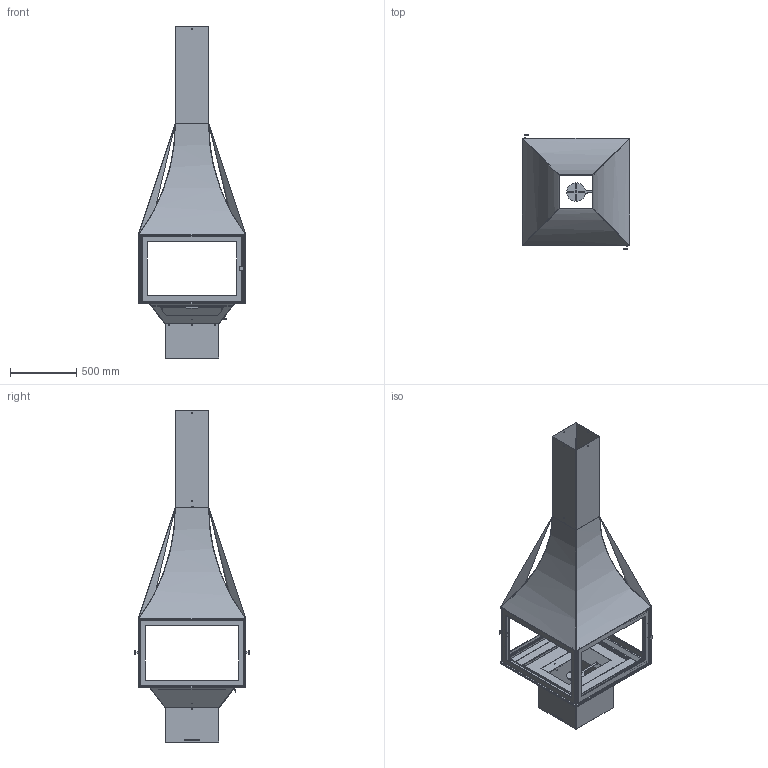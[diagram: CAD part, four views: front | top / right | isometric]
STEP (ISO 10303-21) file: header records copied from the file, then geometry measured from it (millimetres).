
FILE_DESCRIPTION(('STEP AP214'),'1');
FILE_NAME('Julietta 985 Centrale BLACK LINE.stp','2016-12-08T14:39:30',(' '),(' '),'Spatial InterOp 3D',' ',' ');
FILE_SCHEMA(('automotive_design'));
Length unit declared in the file: millimetre
Products named in the file (35): Fermeture (Poignée); Fermeture (Pivot); Socle (Entourage de grille B); Socle (Entourage de grille A); Socle (Support de grille); Hotte (Face D); Hotte (Face C); Hotte (Face B); Hotte (Face A); Bac à cendres (Façade); Socle (Pied); Socle (Palette A.A.F); Socle (Plateau); Socle (Avaloir); Fixe vitre gauche (B); Vitre gauche; Fixe vitre gauche (A); Fixe vitre porte coté droit; Porte (Cornière droite); Porte (Cornière basse); Porte (Cornière haute); Porte (Cornière gauche); Vitre porte; Fixe vitre porte coté gauche; Corp de chauffe (butée de porte droite); Corp de chauffe (butée de porte basse); Corp de chauffe (butée de porte gauche); Corp de chauffe (butée de porte haute inversée); Corp de chauffe (butée de porte haute); Corp de chauffe
Assembly tree (52 placements, depth 3):
  (unnamed)
    Fermeture (Poignée)  x2
    Fermeture (Pivot)  x2
    Socle (Entourage de grille B)
    Socle (Entourage de grille A)
    Socle (Support de grille)
    Hotte (Face D)
    Hotte (Face C)
    Hotte (Face B)
    Hotte (Face A)
    Bac à cendres (Façade)
    Socle (Pied)
    Socle (Palette A.A.F)
    Socle (Plateau)
    Socle (Avaloir)
    Fixe vitre gauche (B)  x2
    Vitre gauche  x2
      Vitre gauche
      Vitre gauche
    Fixe vitre gauche (A)  x2
    Fixe vitre porte coté droit  x2
    Porte (Cornière droite)  x2
    Porte (Cornière basse)  x2
    Porte (Cornière haute)  x2
    Porte (Cornière gauche)  x2
    Vitre porte  x3
      Vitre porte
      Vitre porte
    Fixe vitre porte coté gauche  x2
    Corp de chauffe (butée de porte droite)  x2
    Corp de chauffe (butée de porte basse)  x2
    Corp de chauffe (butée de porte gauche)  x2
    Corp de chauffe (butée de porte haute inversée)  x2
    Corp de chauffe (butée de porte haute)  x2
    Corp de chauffe
Bounding box: 810 x 860 x 2500 mm (x, y, z)
Volume: 14093841.5 mm3; surface area: 12408886.9 mm2
Topology: 48 solids, 53 shells, 1750 faces, 4713 edges, 3064 vertices
Faces by surface type: plane 1288, cylinder 446, bspline 8, extrusion 8
Full cylindrical faces by diameter (mm): 2.5 x26, 3.5 x8, 4.2 x20, 5 x20, 5.6 x2, 6 x5, 7.2 x4, 8 x4, 9 x4, 9.2 x16, 10 x3, 17.2 x1
Entity records: 51092 total; most frequent: CARTESIAN_POINT 7545, ORIENTED_EDGE 6636, DIRECTION 6492, EDGE_CURVE 3326, VECTOR 2686, LINE 2678, VERTEX_POINT 2188, AXIS2_PLACEMENT_3D 1903
